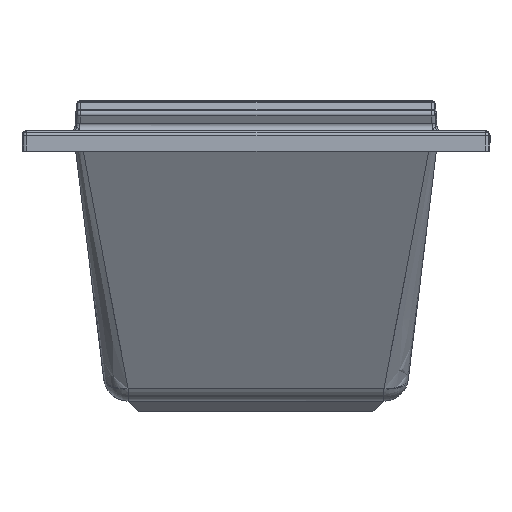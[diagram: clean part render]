
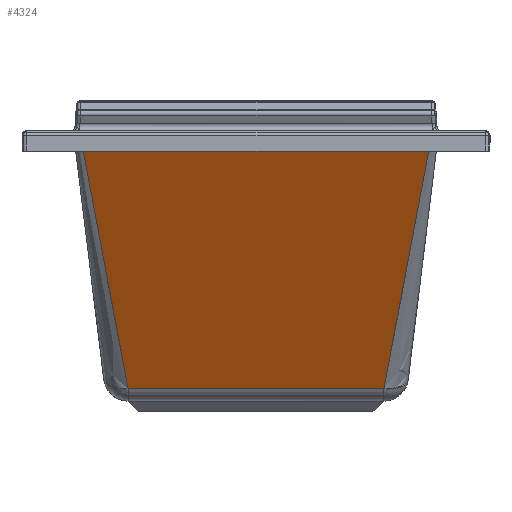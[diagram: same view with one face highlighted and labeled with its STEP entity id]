
A CAD part, left-side view. The second image highlights one B-rep face of the part: STEP entity #4324.
In plain terms, the highlighted planar face has unit normal (-0.866, 0, -0.5).
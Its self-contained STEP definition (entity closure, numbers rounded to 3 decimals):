
#2059=CARTESIAN_POINT('',(-775.491,-299.702,-11.81));
#2060=VERTEX_POINT('',#2059);
#2068=CARTESIAN_POINT('',(-527.698,-218.643,-441.001));
#2069=VERTEX_POINT('',#2068);
#2070=CARTESIAN_POINT('',(-775.491,-299.702,-11.81));
#2071=CARTESIAN_POINT('',(-765.372,-297.516,-29.337));
#2072=CARTESIAN_POINT('',(-755.331,-295.201,-46.728));
#2073=CARTESIAN_POINT('',(-745.38,-292.566,-63.964));
#2074=CARTESIAN_POINT('',(-730.586,-288.65,-89.588));
#2075=CARTESIAN_POINT('',(-715.953,-284.016,-114.933));
#2076=CARTESIAN_POINT('',(-701.428,-278.777,-140.09));
#2077=CARTESIAN_POINT('',(-698.873,-277.856,-144.516));
#2078=CARTESIAN_POINT('',(-696.321,-276.917,-148.936));
#2079=CARTESIAN_POINT('',(-693.771,-275.962,-153.352));
#2080=CARTESIAN_POINT('',(-678.404,-270.207,-179.969));
#2081=CARTESIAN_POINT('',(-663.118,-263.861,-206.446));
#2082=CARTESIAN_POINT('',(-647.73,-257.516,-233.099));
#2083=CARTESIAN_POINT('',(-639.355,-254.063,-247.604));
#2084=CARTESIAN_POINT('',(-630.95,-250.616,-262.163));
#2085=CARTESIAN_POINT('',(-622.488,-247.284,-276.819));
#2086=CARTESIAN_POINT('',(-613.812,-243.868,-291.846));
#2087=CARTESIAN_POINT('',(-605.081,-240.577,-306.969));
#2088=CARTESIAN_POINT('',(-596.274,-237.508,-322.222));
#2089=CARTESIAN_POINT('',(-594.702,-236.96,-324.945));
#2090=CARTESIAN_POINT('',(-593.127,-236.418,-327.673));
#2091=CARTESIAN_POINT('',(-591.55,-235.885,-330.405));
#2092=CARTESIAN_POINT('',(-581.139,-232.36,-348.438));
#2093=CARTESIAN_POINT('',(-570.614,-229.167,-366.667));
#2094=CARTESIAN_POINT('',(-559.971,-226.323,-385.101));
#2095=CARTESIAN_POINT('',(-549.328,-223.48,-403.535));
#2096=CARTESIAN_POINT('',(-538.567,-220.993,-422.175));
#2097=CARTESIAN_POINT('',(-527.698,-218.642,-441.));
#2098=B_SPLINE_CURVE_WITH_KNOTS('',3,(#2070,#2071,#2072,#2073,#2074,#2075,#2076,#2077,#2078,#2079,#2080,#2081,#2082,#2083,#2084,#2085,#2086,#2087,#2088,#2089,#2090,#2091,#2092,#2093,#2094,#2095,#2096,#2097),.UNSPECIFIED.,.F.,.U.,(4,3,3,3,3,3,3,3,3,4),(27.619,132.714,288.947,316.431,482.07,572.21,664.628,681.129,790.047,898.966),.UNSPECIFIED.);
#2099=EDGE_CURVE('',#2060,#2069,#2098,.T.);
#4216=CARTESIAN_POINT('',(-781.732,0.,-1.0));
#4217=DIRECTION('',(-0.866,0.0,-0.5));
#4218=DIRECTION('',(-0.5,0.0,0.866));
#4219=AXIS2_PLACEMENT_3D('',#4216,#4217,#4218);
#4220=PLANE('',#4219);
#4221=CARTESIAN_POINT('',(-809.486,-298.899,47.072));
#4222=VERTEX_POINT('',#4221);
#4223=CARTESIAN_POINT('',(-781.155,-302.33,-2.0));
#4224=VERTEX_POINT('',#4223);
#4225=CARTESIAN_POINT('',(-809.486,-298.899,47.072));
#4226=DIRECTION('',(0.499,-0.06,-0.864));
#4227=VECTOR('',#4226,56.767);
#4228=LINE('',#4225,#4227);
#4229=EDGE_CURVE('',#4222,#4224,#4228,.T.);
#4230=ORIENTED_EDGE('',*,*,#4229,.F.);
#4231=CARTESIAN_POINT('',(-809.486,298.899,47.072));
#4232=VERTEX_POINT('',#4231);
#4233=CARTESIAN_POINT('',(-809.486,298.899,47.072));
#4234=DIRECTION('',(0.0,-1.0,0.0));
#4235=VECTOR('',#4234,597.797);
#4236=LINE('',#4233,#4235);
#4237=EDGE_CURVE('',#4222,#4232,#4236,.F.);
#4238=ORIENTED_EDGE('',*,*,#4237,.T.);
#4239=CARTESIAN_POINT('',(-781.155,302.33,-2.0));
#4240=VERTEX_POINT('',#4239);
#4241=CARTESIAN_POINT('',(-809.486,298.899,47.072));
#4242=DIRECTION('',(0.499,0.06,-0.864));
#4243=VECTOR('',#4242,56.767);
#4244=LINE('',#4241,#4243);
#4245=EDGE_CURVE('',#4232,#4240,#4244,.T.);
#4246=ORIENTED_EDGE('',*,*,#4245,.T.);
#4247=CARTESIAN_POINT('',(-781.155,304.16,-2.));
#4248=VERTEX_POINT('',#4247);
#4249=CARTESIAN_POINT('',(-781.155,304.16,-2.0));
#4250=DIRECTION('',(0.0,-1.0,0.0));
#4251=VECTOR('',#4250,1.83);
#4252=LINE('',#4249,#4251);
#4253=EDGE_CURVE('',#4240,#4248,#4252,.F.);
#4254=ORIENTED_EDGE('',*,*,#4253,.T.);
#4255=CARTESIAN_POINT('',(-775.491,299.702,-11.81));
#4256=VERTEX_POINT('',#4255);
#4257=CARTESIAN_POINT('',(-775.491,299.702,-11.81));
#4258=CARTESIAN_POINT('',(-776.428,299.904,-10.186));
#4259=CARTESIAN_POINT('',(-777.377,300.333,-8.543));
#4260=CARTESIAN_POINT('',(-778.297,301.012,-6.95));
#4261=CARTESIAN_POINT('',(-779.306,301.757,-5.202));
#4262=CARTESIAN_POINT('',(-780.283,302.809,-3.509));
#4263=CARTESIAN_POINT('',(-781.155,304.16,-2.));
#4264=B_SPLINE_CURVE_WITH_KNOTS('',3,(#4257,#4258,#4259,#4260,#4261,#4262,#4263),.UNSPECIFIED.,.F.,.U.,(4,3,4),(550.993,558.695,567.148),.UNSPECIFIED.);
#4265=EDGE_CURVE('',#4256,#4248,#4264,.T.);
#4266=ORIENTED_EDGE('',*,*,#4265,.F.);
#4267=CARTESIAN_POINT('',(-527.698,218.643,-441.));
#4268=VERTEX_POINT('',#4267);
#4269=CARTESIAN_POINT('',(-527.698,218.642,-441.));
#4270=CARTESIAN_POINT('',(-540.398,221.39,-419.004));
#4271=CARTESIAN_POINT('',(-552.956,224.334,-397.252));
#4272=CARTESIAN_POINT('',(-565.345,227.791,-375.794));
#4273=CARTESIAN_POINT('',(-567.993,228.529,-371.207));
#4274=CARTESIAN_POINT('',(-570.633,229.289,-366.634));
#4275=CARTESIAN_POINT('',(-573.266,230.071,-362.073));
#4276=CARTESIAN_POINT('',(-588.48,234.59,-335.722));
#4277=CARTESIAN_POINT('',(-603.446,239.884,-309.801));
#4278=CARTESIAN_POINT('',(-618.225,245.618,-284.202));
#4279=CARTESIAN_POINT('',(-619.512,246.117,-281.973));
#4280=CARTESIAN_POINT('',(-620.798,246.619,-279.746));
#4281=CARTESIAN_POINT('',(-622.083,247.125,-277.521));
#4282=CARTESIAN_POINT('',(-630.875,250.582,-262.292));
#4283=CARTESIAN_POINT('',(-639.608,254.167,-247.166));
#4284=CARTESIAN_POINT('',(-648.311,257.756,-232.092));
#4285=CARTESIAN_POINT('',(-666.163,265.118,-201.171));
#4286=CARTESIAN_POINT('',(-683.883,272.459,-170.48));
#4287=CARTESIAN_POINT('',(-701.747,278.892,-139.538));
#4288=CARTESIAN_POINT('',(-703.629,279.57,-136.278));
#4289=CARTESIAN_POINT('',(-705.513,280.238,-133.016));
#4290=CARTESIAN_POINT('',(-707.398,280.896,-129.751));
#4291=CARTESIAN_POINT('',(-721.506,285.819,-105.314));
#4292=CARTESIAN_POINT('',(-735.729,290.131,-80.68));
#4293=CARTESIAN_POINT('',(-750.113,293.796,-55.766));
#4294=CARTESIAN_POINT('',(-758.511,295.936,-41.219));
#4295=CARTESIAN_POINT('',(-766.973,297.862,-26.564));
#4296=CARTESIAN_POINT('',(-775.491,299.702,-11.81));
#4297=B_SPLINE_CURVE_WITH_KNOTS('',3,(#4269,#4270,#4271,#4272,#4273,#4274,#4275,#4276,#4277,#4278,#4279,#4280,#4281,#4282,#4283,#4284,#4285,#4286,#4287,#4288,#4289,#4290,#4291,#4292,#4293,#4294,#4295,#4296),.UNSPECIFIED.,.F.,.U.,(4,3,3,3,3,3,3,3,3,4),(246.102,373.364,400.565,557.726,571.414,665.102,857.295,877.542,1029.064,1117.531),.UNSPECIFIED.);
#4298=EDGE_CURVE('',#4268,#4256,#4297,.T.);
#4299=ORIENTED_EDGE('',*,*,#4298,.F.);
#4300=CARTESIAN_POINT('',(-527.698,218.643,-441.0));
#4301=DIRECTION('',(0.0,-1.0,0.0));
#4302=VECTOR('',#4301,437.285);
#4303=LINE('',#4300,#4302);
#4304=EDGE_CURVE('',#2069,#4268,#4303,.F.);
#4305=ORIENTED_EDGE('',*,*,#4304,.F.);
#4306=ORIENTED_EDGE('',*,*,#2099,.F.);
#4307=CARTESIAN_POINT('',(-781.155,-304.16,-2.));
#4308=VERTEX_POINT('',#4307);
#4309=CARTESIAN_POINT('',(-774.167,-317.683,-14.104));
#4310=DIRECTION('',(-0.866,0.,-0.5));
#4311=DIRECTION('',(0.5,-0.012,-0.866));
#4312=AXIS2_PLACEMENT_3D('',#4309,#4310,#4311);
#4313=ELLIPSE('',#4312,20.917,18.118);
#4314=EDGE_CURVE('',#4308,#2060,#4313,.T.);
#4315=ORIENTED_EDGE('',*,*,#4314,.F.);
#4316=CARTESIAN_POINT('',(-781.155,-302.33,-2.0));
#4317=DIRECTION('',(0.0,-1.0,0.0));
#4318=VECTOR('',#4317,1.83);
#4319=LINE('',#4316,#4318);
#4320=EDGE_CURVE('',#4308,#4224,#4319,.F.);
#4321=ORIENTED_EDGE('',*,*,#4320,.T.);
#4322=EDGE_LOOP('',(#4230,#4238,#4246,#4254,#4266,#4299,#4305,#4306,#4315,#4321));
#4323=FACE_OUTER_BOUND('',#4322,.T.);
#4324=ADVANCED_FACE('',(#4323),#4220,.T.);
